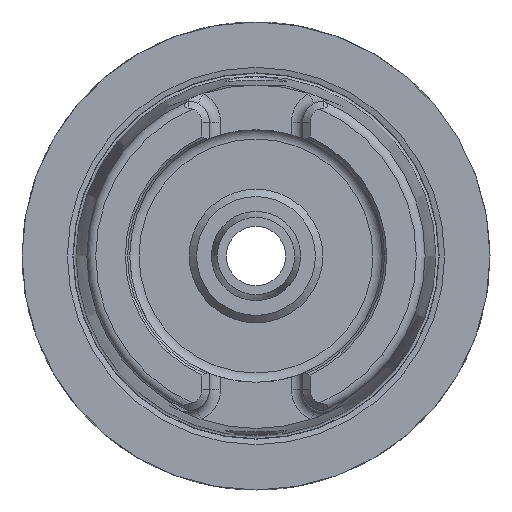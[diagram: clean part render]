
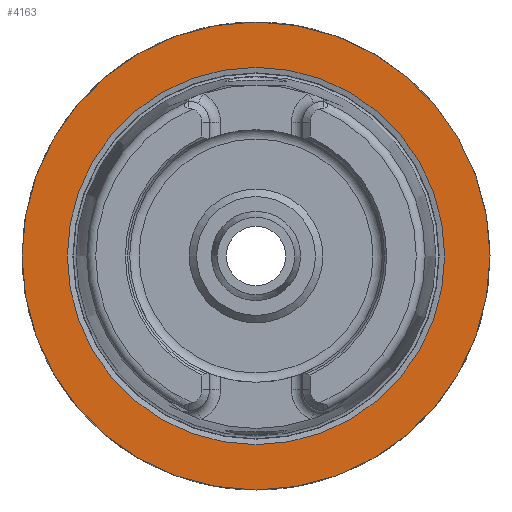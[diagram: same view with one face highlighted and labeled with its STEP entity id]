
A CAD part, left-side view. The second image highlights one B-rep face of the part: STEP entity #4163.
In plain terms, the highlighted planar face has unit normal (-1, 0, 0).
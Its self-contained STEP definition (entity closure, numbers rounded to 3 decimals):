
#3275=CARTESIAN_POINT('',(0.0,31.5,0.0));
#3276=VERTEX_POINT('',#3275);
#3277=CARTESIAN_POINT('',(0.0,0.0,0.0));
#3278=DIRECTION('',(1.0,0.0,0.0));
#3279=DIRECTION('',(0.0,1.0,0.0));
#3280=AXIS2_PLACEMENT_3D('',#3277,#3278,#3279);
#3281=CIRCLE('',#3280,31.5);
#3282=EDGE_CURVE('',#3276,#3276,#3281,.T.);
#4137=CARTESIAN_POINT('',(0.0,25.4,0.0));
#4138=VERTEX_POINT('',#4137);
#4139=CARTESIAN_POINT('',(0.0,0.0,0.0));
#4140=DIRECTION('',(1.0,0.0,0.0));
#4141=DIRECTION('',(0.0,1.0,0.0));
#4142=AXIS2_PLACEMENT_3D('',#4139,#4140,#4141);
#4143=CIRCLE('',#4142,25.4);
#4144=EDGE_CURVE('',#4138,#4138,#4143,.T.);
#4152=CARTESIAN_POINT('',(0.0,28.45,0.0));
#4153=DIRECTION('',(-1.0,0.0,0.0));
#4154=DIRECTION('',(0.0,0.0,1.0));
#4155=AXIS2_PLACEMENT_3D('',#4152,#4153,#4154);
#4156=PLANE('',#4155);
#4157=ORIENTED_EDGE('',*,*,#3282,.F.);
#4158=EDGE_LOOP('',(#4157));
#4159=FACE_OUTER_BOUND('',#4158,.T.);
#4160=ORIENTED_EDGE('',*,*,#4144,.T.);
#4161=EDGE_LOOP('',(#4160));
#4162=FACE_BOUND('',#4161,.T.);
#4163=ADVANCED_FACE('',(#4159,#4162),#4156,.T.);
